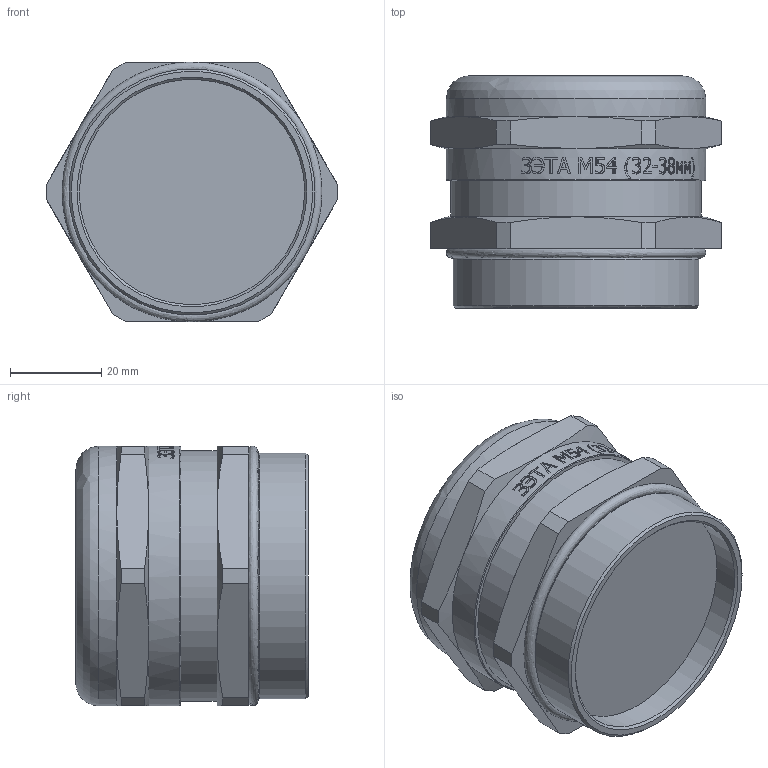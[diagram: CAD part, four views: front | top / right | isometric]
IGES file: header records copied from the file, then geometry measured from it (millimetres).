
Global section: file name: 13 КВ-М54 (32-38мм); native system: Autodesk Inventor 2015; preprocessor: unknown; author: zeta-23; date: 20161013.212714; units: millimetre
Bounding box: 63.82 x 51 x 57 mm (x, y, z)
Volume: 115411.7 mm3; surface area: 16180.3 mm2
Topology: 1 solids, 1 shells, 333 faces, 914 edges, 608 vertices
Faces by surface type: bspline 333
